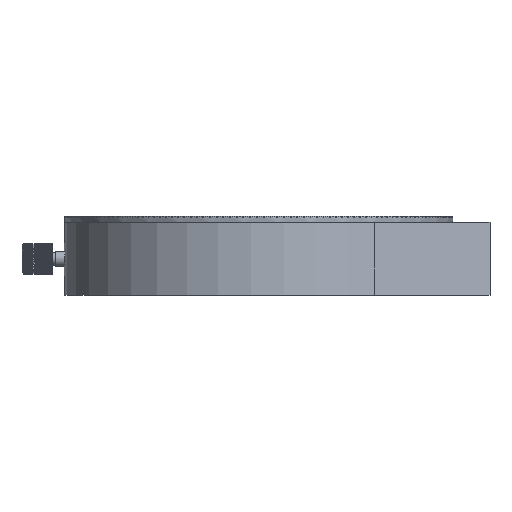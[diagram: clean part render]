
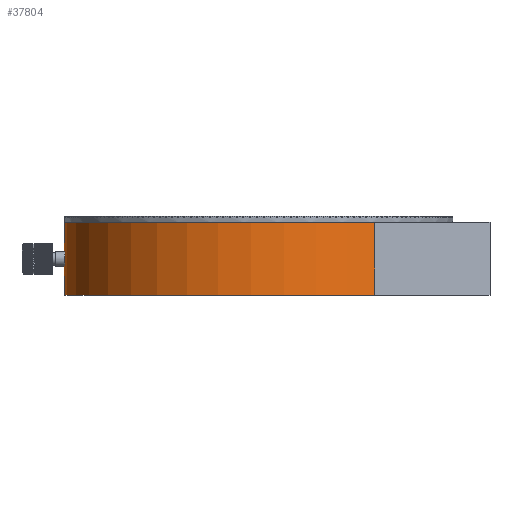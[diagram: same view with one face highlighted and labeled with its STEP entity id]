
A CAD part, left-side view. The second image highlights one B-rep face of the part: STEP entity #37804.
In plain terms, the highlighted cylindrical face has radius 32 mm (diameter 64 mm), a partial arc.
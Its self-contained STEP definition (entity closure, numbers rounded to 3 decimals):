
#725 = ORIENTED_EDGE ( 'NONE', *, *, #48763, .T. ) ;
#1103 = LINE ( 'NONE', #17262, #32489 ) ;
#1612 = ORIENTED_EDGE ( 'NONE', *, *, #1647, .T. ) ;
#1647 = EDGE_CURVE ( 'NONE', #57850, #61149, #26503, .T. ) ;
#2468 = VERTEX_POINT ( 'NONE', #65269 ) ;
#3229 = DIRECTION ( 'NONE',  ( 0., 1., 0. ) ) ;
#3922 = CARTESIAN_POINT ( 'NONE',  ( -0.82, 31.99, 5.37 ) ) ;
#5183 = DIRECTION ( 'NONE',  ( 0., 1., 0. ) ) ;
#8314 = CARTESIAN_POINT ( 'NONE',  ( 0.896, 31.988, 6.516 ) ) ;
#9231 = DIRECTION ( 'NONE',  ( 0., 0., -1. ) ) ;
#9281 = AXIS2_PLACEMENT_3D ( 'NONE', #44688, #9625, #3229 ) ;
#9625 = DIRECTION ( 'NONE',  ( 0., 0., 1. ) ) ;
#10446 = EDGE_LOOP ( 'NONE', ( #56605, #31819, #1612, #725 ) ) ;
#10804 = VERTEX_POINT ( 'NONE', #62702 ) ;
#10968 = CARTESIAN_POINT ( 'NONE',  ( 0.135, 32., 4.975 ) ) ;
#11911 = AXIS2_PLACEMENT_3D ( 'NONE', #55409, #9231, #5183 ) ;
#14005 = CARTESIAN_POINT ( 'NONE',  ( -1.025, 31.984, 6.271 ) ) ;
#17262 = CARTESIAN_POINT ( 'NONE',  ( 25.649, -19.135, 12. ) ) ;
#18711 = DIRECTION ( 'NONE',  ( 0., 0., 1. ) ) ;
#18733 = CARTESIAN_POINT ( 'NONE',  ( -0.914, 31.988, 6.536 ) ) ;
#19739 = CARTESIAN_POINT ( 'NONE',  ( 1.025, 31.984, 6. ) ) ;
#20087 = CARTESIAN_POINT ( 'NONE',  ( 1.025, 31.984, 6. ) ) ;
#20327 = CYLINDRICAL_SURFACE ( 'NONE', #11911, 32. ) ;
#21389 = CARTESIAN_POINT ( 'NONE',  ( 0.268, 31.999, 5.002 ) ) ;
#23459 = CARTESIAN_POINT ( 'NONE',  ( -0.135, 32., 7.025 ) ) ;
#24017 = DIRECTION ( 'NONE',  ( 0., 1., 0. ) ) ;
#25628 = CARTESIAN_POINT ( 'NONE',  ( -25.649, -19.135, 0. ) ) ;
#26471 = CARTESIAN_POINT ( 'NONE',  ( 0.516, 31.996, 5.104 ) ) ;
#26503 = CIRCLE ( 'NONE', #9281, 32. ) ;
#28523 = CARTESIAN_POINT ( 'NONE',  ( 1.025, 31.984, 6.135 ) ) ;
#29532 = CARTESIAN_POINT ( 'NONE',  ( 0.82, 31.99, 6.63 ) ) ;
#29755 = CARTESIAN_POINT ( 'NONE',  ( 0., 0., 12. ) ) ;
#31530 = CARTESIAN_POINT ( 'NONE',  ( 1.025, 31.984, 5.729 ) ) ;
#31797 = DIRECTION ( 'NONE',  ( 0., 0., -1. ) ) ;
#31819 = ORIENTED_EDGE ( 'NONE', *, *, #40379, .T. ) ;
#32005 = B_SPLINE_CURVE_WITH_KNOTS ( 'NONE', 3,
 ( #19739, #28523, #44358, #8314, #29532, #40312, #60188, #23459, #64927, #64584, #38967, #18733, #14005, #34581, #55149, #50088, #3922, #35941, #66286, #10968, #21389, #26471, #61553, #52090, #31530, #20087 ),
 .UNSPECIFIED., .T., .F.,
 ( 4, 2, 2, 2, 2, 2, 2, 2, 2, 2, 2, 2, 4 ),
 ( -0.002, -0.001, -0.001, 0., 0., 0.001, 0.002, 0.002, 0.002, 0.003, 0.004, 0.004, 0.005 ),
 .UNSPECIFIED. ) ;
#32489 = VECTOR ( 'NONE', #31797, 1000. ) ;
#34581 = CARTESIAN_POINT ( 'NONE',  ( -1.025, 31.984, 5.865 ) ) ;
#35153 = DIRECTION ( 'NONE',  ( 0., 0., 1. ) ) ;
#35929 = AXIS2_PLACEMENT_3D ( 'NONE', #29755, #35153, #24017 ) ;
#35941 = CARTESIAN_POINT ( 'NONE',  ( -0.536, 31.996, 5.086 ) ) ;
#37040 = CARTESIAN_POINT ( 'NONE',  ( 25.649, -19.135, 0. ) ) ;
#37804 = ADVANCED_FACE ( 'NONE', ( #55741, #51362 ), #20327, .T. ) ;
#38868 = EDGE_CURVE ( 'NONE', #10804, #10804, #32005, .T. ) ;
#38945 = CARTESIAN_POINT ( 'NONE',  ( -25.649, -19.135, 12. ) ) ;
#38967 = CARTESIAN_POINT ( 'NONE',  ( -0.63, 31.994, 6.82 ) ) ;
#40312 = CARTESIAN_POINT ( 'NONE',  ( 0.536, 31.996, 6.914 ) ) ;
#40379 = EDGE_CURVE ( 'NONE', #63197, #57850, #1103, .T. ) ;
#43877 = EDGE_CURVE ( 'NONE', #63197, #2468, #66029, .T. ) ;
#44358 = CARTESIAN_POINT ( 'NONE',  ( 0.998, 31.984, 6.268 ) ) ;
#44688 = CARTESIAN_POINT ( 'NONE',  ( 0., 0., 0. ) ) ;
#46778 = VECTOR ( 'NONE', #18711, 1000. ) ;
#48763 = EDGE_CURVE ( 'NONE', #61149, #2468, #49069, .T. ) ;
#49069 = LINE ( 'NONE', #38945, #46778 ) ;
#50088 = CARTESIAN_POINT ( 'NONE',  ( -0.896, 31.988, 5.484 ) ) ;
#51355 = CARTESIAN_POINT ( 'NONE',  ( 25.649, -19.135, 12. ) ) ;
#51362 = FACE_BOUND ( 'NONE', #52124, .T. ) ;
#51400 = ORIENTED_EDGE ( 'NONE', *, *, #38868, .T. ) ;
#52090 = CARTESIAN_POINT ( 'NONE',  ( 0.914, 31.988, 5.464 ) ) ;
#52124 = EDGE_LOOP ( 'NONE', ( #51400 ) ) ;
#55149 = CARTESIAN_POINT ( 'NONE',  ( -0.998, 31.984, 5.732 ) ) ;
#55409 = CARTESIAN_POINT ( 'NONE',  ( 0., 0., 12. ) ) ;
#55741 = FACE_OUTER_BOUND ( 'NONE', #10446, .T. ) ;
#56605 = ORIENTED_EDGE ( 'NONE', *, *, #43877, .F. ) ;
#57850 = VERTEX_POINT ( 'NONE', #37040 ) ;
#60188 = CARTESIAN_POINT ( 'NONE',  ( 0.271, 32., 7.025 ) ) ;
#61149 = VERTEX_POINT ( 'NONE', #25628 ) ;
#61553 = CARTESIAN_POINT ( 'NONE',  ( 0.63, 31.994, 5.18 ) ) ;
#62702 = CARTESIAN_POINT ( 'NONE',  ( 0., 32., 7.025 ) ) ;
#63197 = VERTEX_POINT ( 'NONE', #51355 ) ;
#64584 = CARTESIAN_POINT ( 'NONE',  ( -0.516, 31.996, 6.896 ) ) ;
#64927 = CARTESIAN_POINT ( 'NONE',  ( -0.268, 31.999, 6.998 ) ) ;
#65269 = CARTESIAN_POINT ( 'NONE',  ( -25.649, -19.135, 12. ) ) ;
#66029 = CIRCLE ( 'NONE', #35929, 32. ) ;
#66286 = CARTESIAN_POINT ( 'NONE',  ( -0.271, 32., 4.975 ) ) ;
